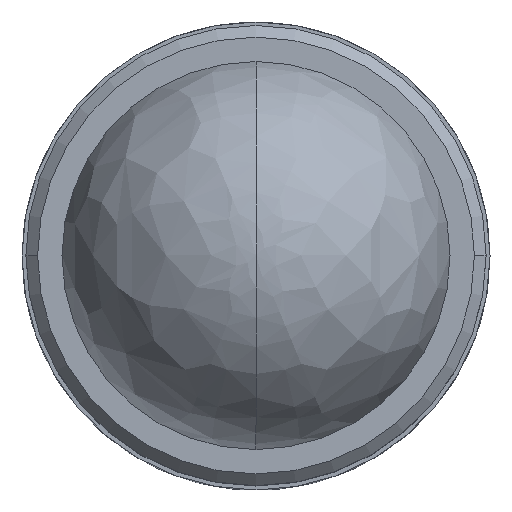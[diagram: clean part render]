
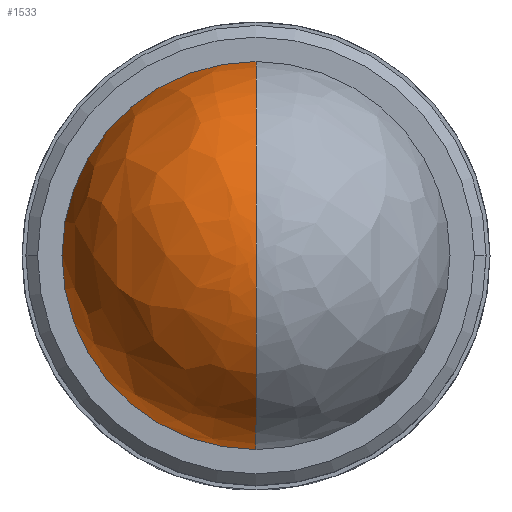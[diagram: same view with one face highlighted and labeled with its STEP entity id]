
A CAD part, top view. The second image highlights one B-rep face of the part: STEP entity #1533.
In plain terms, the highlighted free-form (B-spline) face has degree [3, 3] with [4, 4] control points.
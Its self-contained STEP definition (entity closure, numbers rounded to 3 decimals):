
#59 = CIRCLE ( 'NONE', #1967, 5. ) ;
#197 = EDGE_CURVE ( 'NONE', #567, #1156, #472, .T. ) ;
#254 = CARTESIAN_POINT ( 'NONE',  ( 0., 0., 5.1 ) ) ;
#256 = DIRECTION ( 'NONE',  ( 1., 0., 0. ) ) ;
#263 = DIRECTION ( 'NONE',  ( 0., 0., -1. ) ) ;
#472 = CIRCLE ( 'NONE', #1415, 5. ) ;
#567 = VERTEX_POINT ( 'NONE', #1099 ) ;
#598 =( BOUNDED_SURFACE ( )  B_SPLINE_SURFACE ( 3, 3, ( 
 ( #1704, #1678, #1675, #1667 ),
 ( #1653, #1643, #1640, #1631 ),
 ( #1618, #1603, #1589, #1577 ),
 ( #1536, #1525, #1520, #1509 ) ),
 .UNSPECIFIED., .F., .F., .F. ) 
 B_SPLINE_SURFACE_WITH_KNOTS ( ( 4, 4 ),
 ( 4, 4 ),
 ( 0., 1. ),
 ( 0., 1. ),
 .UNSPECIFIED. ) 
 GEOMETRIC_REPRESENTATION_ITEM ( )  RATIONAL_B_SPLINE_SURFACE ( (
 ( 1., 0.333, 0.333, 1.),
 ( 0.828, 0.276, 0.276, 0.828),
 ( 0.828, 0.276, 0.276, 0.828),
 ( 1., 0.333, 0.333, 1.) ) ) 
 REPRESENTATION_ITEM ( '' )  SURFACE ( )  );
#661 = ORIENTED_EDGE ( 'NONE', *, *, #885, .T. ) ;
#671 = ORIENTED_EDGE ( 'NONE', *, *, #1587, .T. ) ;
#802 = ORIENTED_EDGE ( 'NONE', *, *, #197, .F. ) ;
#885 = EDGE_CURVE ( 'NONE', #2026, #1156, #59, .T. ) ;
#888 = CARTESIAN_POINT ( 'NONE',  ( 0., 0., 10.1 ) ) ;
#950 = CARTESIAN_POINT ( 'NONE',  ( 0., -4.975, 5.6 ) ) ;
#972 = CIRCLE ( 'NONE', #1925, 4.975 ) ;
#1099 = CARTESIAN_POINT ( 'NONE',  ( 0., 4.975, 5.6 ) ) ;
#1156 = VERTEX_POINT ( 'NONE', #888 ) ;
#1177 = DIRECTION ( 'NONE',  ( 1., 0., 0. ) ) ;
#1192 = DIRECTION ( 'NONE',  ( 0., 0., 1. ) ) ;
#1201 = CARTESIAN_POINT ( 'NONE',  ( 0., 0., 5.6 ) ) ;
#1415 = AXIS2_PLACEMENT_3D ( 'NONE', #254, #256, #263 ) ;
#1509 = CARTESIAN_POINT ( 'NONE',  ( 0., 0., 10.1 ) ) ;
#1520 = CARTESIAN_POINT ( 'NONE',  ( 0., 0., 10.1 ) ) ;
#1525 = CARTESIAN_POINT ( 'NONE',  ( 0., 0., 10.1 ) ) ;
#1533 = ADVANCED_FACE ( 'NONE', ( #1760 ), #598, .F. ) ;
#1536 = CARTESIAN_POINT ( 'NONE',  ( 0., 0., 10.1 ) ) ;
#1577 = CARTESIAN_POINT ( 'NONE',  ( 0., -2.701, 10.1 ) ) ;
#1587 = EDGE_CURVE ( 'NONE', #567, #2026, #972, .T. ) ;
#1589 = CARTESIAN_POINT ( 'NONE',  ( -5.403, -2.701, 10.1 ) ) ;
#1603 = CARTESIAN_POINT ( 'NONE',  ( -5.403, 2.701, 10.1 ) ) ;
#1618 = CARTESIAN_POINT ( 'NONE',  ( 0., 2.701, 10.1 ) ) ;
#1631 = CARTESIAN_POINT ( 'NONE',  ( 0., -4.705, 8.288 ) ) ;
#1637 = EDGE_LOOP ( 'NONE', ( #671, #661, #802 ) ) ;
#1640 = CARTESIAN_POINT ( 'NONE',  ( -9.41, -4.705, 8.288 ) ) ;
#1643 = CARTESIAN_POINT ( 'NONE',  ( -9.41, 4.705, 8.288 ) ) ;
#1653 = CARTESIAN_POINT ( 'NONE',  ( 0., 4.705, 8.288 ) ) ;
#1667 = CARTESIAN_POINT ( 'NONE',  ( 0., -4.975, 5.6 ) ) ;
#1675 = CARTESIAN_POINT ( 'NONE',  ( -9.95, -4.975, 5.6 ) ) ;
#1678 = CARTESIAN_POINT ( 'NONE',  ( -9.95, 4.975, 5.6 ) ) ;
#1704 = CARTESIAN_POINT ( 'NONE',  ( 0., 4.975, 5.6 ) ) ;
#1760 = FACE_OUTER_BOUND ( 'NONE', #1637, .T. ) ;
#1896 = DIRECTION ( 'NONE',  ( 0., 0., -1. ) ) ;
#1899 = DIRECTION ( 'NONE',  ( -1., 0., 0. ) ) ;
#1901 = CARTESIAN_POINT ( 'NONE',  ( 0., 0., 5.1 ) ) ;
#1925 = AXIS2_PLACEMENT_3D ( 'NONE', #1201, #1192, #1177 ) ;
#1967 = AXIS2_PLACEMENT_3D ( 'NONE', #1901, #1899, #1896 ) ;
#2026 = VERTEX_POINT ( 'NONE', #950 ) ;
